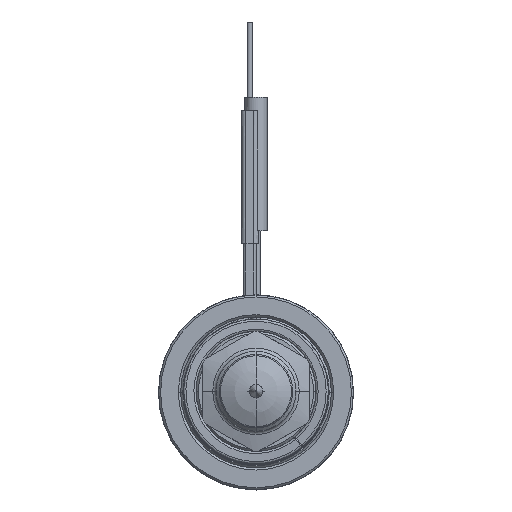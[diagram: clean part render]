
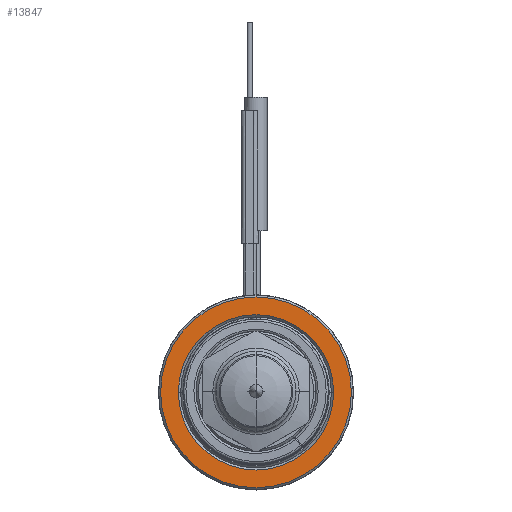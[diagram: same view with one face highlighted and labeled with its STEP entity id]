
A CAD part, top view. The second image highlights one B-rep face of the part: STEP entity #13847.
In plain terms, the highlighted planar face has unit normal (0, 0, 1).
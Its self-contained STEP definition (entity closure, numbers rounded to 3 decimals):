
#4073=CARTESIAN_POINT('',(0.,0.,40.));
#4074=DIRECTION('',(0.,0.,-1.));
#4075=DIRECTION('',(-1.,0.,0.));
#4076=AXIS2_PLACEMENT_3D('',#4073,#4074,#4075);
#4087=CARTESIAN_POINT('',(0.,0.,
40.));
#4088=DIRECTION('',(0.,0.,-1.));
#4089=DIRECTION('',(1.,0.,0.));
#4090=AXIS2_PLACEMENT_3D('',#4087,#4088,#4089);
#4101=CARTESIAN_POINT('',(0.,0.,
40.));
#4102=DIRECTION('',(0.,0.,-1.));
#4103=DIRECTION('',(1.,0.,0.));
#4104=AXIS2_PLACEMENT_3D('',#4101,#4102,#4103);
#4115=CARTESIAN_POINT('',(0.,0.,
40.));
#4116=DIRECTION('',(0.,0.,-1.));
#4117=DIRECTION('',(-1.,0.,0.));
#4118=AXIS2_PLACEMENT_3D('',#4115,#4116,#4117);
#8155=CARTESIAN_POINT('',(21.5,0.,40.));
#8156=CARTESIAN_POINT('',(-21.5,0.,40.));
#8157=VERTEX_POINT('',#8155);
#8158=VERTEX_POINT('',#8156);
#8159=CARTESIAN_POINT('',(17.5,0.,40.));
#8160=CARTESIAN_POINT('',(-17.5,0.,40.));
#8161=VERTEX_POINT('',#8159);
#8162=VERTEX_POINT('',#8160);
#13832=CARTESIAN_POINT('',(0.,0.,40.));
#13833=DIRECTION('',(0.,0.,1.));
#13834=DIRECTION('',(-1.,0.,0.));
#13835=AXIS2_PLACEMENT_3D('',#13832,#13833,#13834);
#13836=PLANE('',#13835);
#13837=ORIENTED_EDGE('',*,*,#13814,.T.);
#13838=ORIENTED_EDGE('',*,*,#13799,.T.);
#13839=EDGE_LOOP('',(#13837,#13838));
#13840=FACE_OUTER_BOUND('',#13839,.F.);
#13842=ORIENTED_EDGE('',*,*,#13841,.F.);
#13844=ORIENTED_EDGE('',*,*,#13843,.F.);
#13845=EDGE_LOOP('',(#13842,#13844));
#13846=FACE_BOUND('',#13845,.F.);
#4077=CIRCLE('',#4076,21.5);
#4091=CIRCLE('',#4090,21.5);
#4105=CIRCLE('',#4104,17.5);
#4119=CIRCLE('',#4118,17.5);
#13799=EDGE_CURVE('',#8158,#8157,#4077,.T.);
#13814=EDGE_CURVE('',#8157,#8158,#4091,.T.);
#13841=EDGE_CURVE('',#8161,#8162,#4105,.T.);
#13843=EDGE_CURVE('',#8162,#8161,#4119,.T.);
#13847=ADVANCED_FACE('',(#13840,#13846),#13836,.T.);
